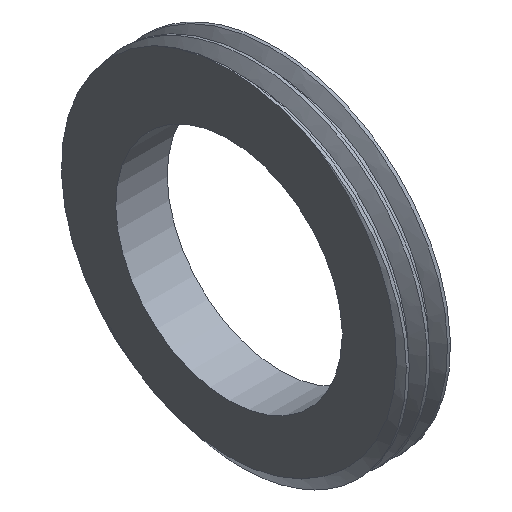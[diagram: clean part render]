
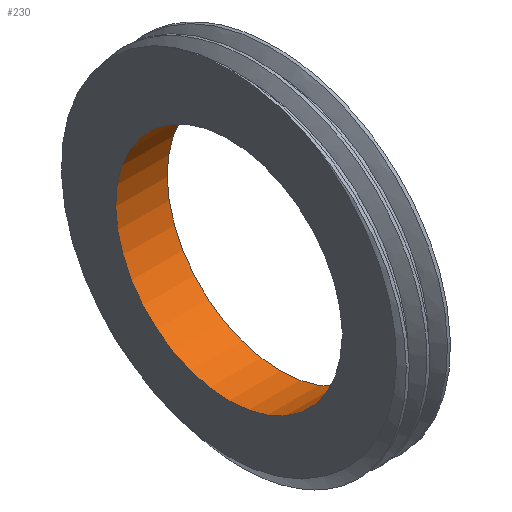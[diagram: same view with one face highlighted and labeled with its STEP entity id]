
A CAD part, isometric view. The second image highlights one B-rep face of the part: STEP entity #230.
In plain terms, the highlighted cylindrical face has radius 5.5 mm (diameter 11 mm), a partial arc.
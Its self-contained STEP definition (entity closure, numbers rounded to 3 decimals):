
#32=FACE_OUTER_BOUND('',#47,.T.);
#47=EDGE_LOOP('',(#202,#203,#204,#205));
#54=CIRCLE('',#246,5.5);
#56=CIRCLE('',#250,5.5);
#80=LINE('',#1429,#87);
#81=LINE('',#1432,#88);
#87=VECTOR('',#288,10.);
#88=VECTOR('',#291,10.);
#107=VERTEX_POINT('',#1423);
#108=VERTEX_POINT('',#1424);
#109=VERTEX_POINT('',#1428);
#110=VERTEX_POINT('',#1430);
#139=EDGE_CURVE('',#107,#108,#54,.T.);
#140=EDGE_CURVE('',#109,#107,#80,.T.);
#142=EDGE_CURVE('',#108,#110,#81,.T.);
#143=EDGE_CURVE('',#109,#110,#56,.T.);
#202=ORIENTED_EDGE('',*,*,#142,.T.);
#203=ORIENTED_EDGE('',*,*,#143,.F.);
#204=ORIENTED_EDGE('',*,*,#140,.T.);
#205=ORIENTED_EDGE('',*,*,#139,.T.);
#217=CYLINDRICAL_SURFACE('',#251,5.5);
#230=ADVANCED_FACE('',(#32),#217,.F.);
#246=AXIS2_PLACEMENT_3D('',#1426,#284,#285);
#250=AXIS2_PLACEMENT_3D('',#1434,#294,#295);
#251=AXIS2_PLACEMENT_3D('',#1435,#296,#297);
#284=DIRECTION('center_axis',(1.,0.,0.));
#285=DIRECTION('ref_axis',(0.,0.,-1.));
#288=DIRECTION('',(1.,0.,0.));
#291=DIRECTION('',(-1.,0.,0.));
#294=DIRECTION('center_axis',(1.,0.,0.));
#295=DIRECTION('ref_axis',(0.,0.,-1.));
#296=DIRECTION('center_axis',(1.,0.,0.));
#297=DIRECTION('ref_axis',(0.,1.,0.));
#1423=CARTESIAN_POINT('',(6.44,-5.499,-0.078));
#1424=CARTESIAN_POINT('',(6.44,-5.495,0.244));
#1426=CARTESIAN_POINT('Origin',(6.44,0.,0.));
#1428=CARTESIAN_POINT('',(3.94,-5.499,-0.078));
#1429=CARTESIAN_POINT('',(-0.062,-5.499,-0.078));
#1430=CARTESIAN_POINT('',(3.94,-5.495,0.244));
#1432=CARTESIAN_POINT('',(-0.062,-5.495,0.244));
#1434=CARTESIAN_POINT('Origin',(3.94,0.,0.));
#1435=CARTESIAN_POINT('Origin',(5.19,0.,0.));
